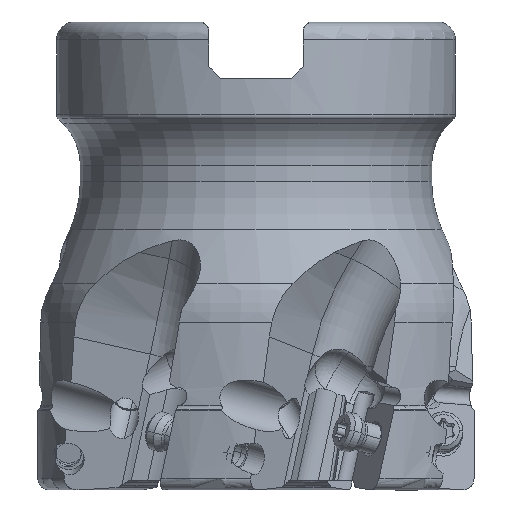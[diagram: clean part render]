
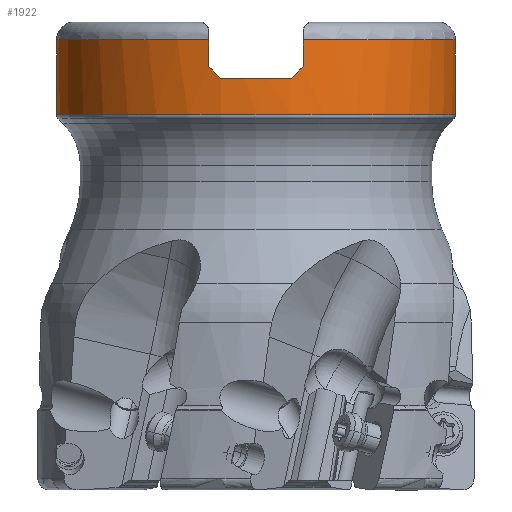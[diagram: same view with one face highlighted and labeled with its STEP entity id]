
A CAD part, front view. The second image highlights one B-rep face of the part: STEP entity #1922.
In plain terms, the highlighted cylindrical face has radius 16.77 mm (diameter 33.54 mm), a partial arc.
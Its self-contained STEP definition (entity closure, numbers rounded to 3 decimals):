
#365=CYLINDRICAL_SURFACE('',#11926,16.77);
#800=FACE_OUTER_BOUND('',#2785,.T.);
#1489=B_SPLINE_CURVE_WITH_KNOTS('',3,(#21265,#21266,#21267,#21268),
 .UNSPECIFIED.,.F.,.F.,(4,4),(0.,1.),.UNSPECIFIED.);
#1490=B_SPLINE_CURVE_WITH_KNOTS('',3,(#21272,#21273,#21274,#21275),
 .UNSPECIFIED.,.F.,.F.,(4,4),(0.,1.),.UNSPECIFIED.);
#1922=ADVANCED_FACE('',(#800),#365,.T.);
#2785=EDGE_LOOP('',(#5695,#5696,#5697,#5698,#5699,#5700,#5701,#5702,#5703,
#5704));
#3494=CIRCLE('',#11914,16.77);
#3499=CIRCLE('',#11923,16.77);
#3500=CIRCLE('',#11924,16.77);
#3501=CIRCLE('',#11925,16.77);
#5695=ORIENTED_EDGE('',*,*,#9419,.T.);
#5696=ORIENTED_EDGE('',*,*,#9420,.T.);
#5697=ORIENTED_EDGE('',*,*,#9421,.T.);
#5698=ORIENTED_EDGE('',*,*,#9422,.F.);
#5699=ORIENTED_EDGE('',*,*,#9423,.F.);
#5700=ORIENTED_EDGE('',*,*,#9424,.F.);
#5701=ORIENTED_EDGE('',*,*,#9393,.T.);
#5702=ORIENTED_EDGE('',*,*,#9425,.T.);
#5703=ORIENTED_EDGE('',*,*,#9391,.T.);
#5704=ORIENTED_EDGE('',*,*,#9403,.T.);
#7945=VERTEX_POINT('',#21156);
#7946=VERTEX_POINT('',#21157);
#7947=VERTEX_POINT('',#21159);
#7948=VERTEX_POINT('',#21161);
#7956=VERTEX_POINT('',#21203);
#7968=VERTEX_POINT('',#21262);
#7969=VERTEX_POINT('',#21269);
#7970=VERTEX_POINT('',#21271);
#7971=VERTEX_POINT('',#21276);
#7972=VERTEX_POINT('',#21278);
#9391=EDGE_CURVE('',#7945,#7946,#10321,.T.);
#9393=EDGE_CURVE('',#7948,#7947,#10322,.T.);
#9403=EDGE_CURVE('',#7946,#7956,#3494,.T.);
#9419=EDGE_CURVE('',#7956,#7968,#10332,.T.);
#9420=EDGE_CURVE('',#7968,#7969,#1489,.T.);
#9421=EDGE_CURVE('',#7969,#7970,#3499,.T.);
#9422=EDGE_CURVE('',#7971,#7970,#1490,.T.);
#9423=EDGE_CURVE('',#7972,#7971,#10333,.T.);
#9424=EDGE_CURVE('',#7948,#7972,#3500,.T.);
#9425=EDGE_CURVE('',#7947,#7945,#3501,.T.);
#10321=LINE('',#21155,#10814);
#10322=LINE('',#21160,#10815);
#10332=LINE('',#21263,#10825);
#10333=LINE('',#21277,#10826);
#10814=VECTOR('',#14222,1.);
#10815=VECTOR('',#14225,1.);
#10825=VECTOR('',#14259,1.);
#10826=VECTOR('',#14264,1.);
#11914=AXIS2_PLACEMENT_3D('',#21204,#14236,#14237);
#11923=AXIS2_PLACEMENT_3D('',#21270,#14262,#14263);
#11924=AXIS2_PLACEMENT_3D('',#21279,#14265,#14266);
#11925=AXIS2_PLACEMENT_3D('',#21280,#14267,#14268);
#11926=AXIS2_PLACEMENT_3D('',#21281,#14269,#14270);
#14222=DIRECTION('',(0.,0.,1.));
#14225=DIRECTION('',(0.,0.,-1.));
#14236=DIRECTION('',(0.,0.,-1.));
#14237=DIRECTION('',(1.,0.,0.));
#14259=DIRECTION('',(0.,0.,-1.));
#14262=DIRECTION('',(0.,0.,-1.));
#14263=DIRECTION('',(0.177,-0.984,0.));
#14264=DIRECTION('',(0.,0.,-1.));
#14265=DIRECTION('',(0.,0.,1.));
#14266=DIRECTION('',(-1.,0.,0.));
#14267=DIRECTION('',(0.,0.,1.));
#14268=DIRECTION('',(-1.,0.,0.));
#14269=DIRECTION('',(0.,0.,-1.));
#14270=DIRECTION('',(-1.,0.,0.));
#21155=CARTESIAN_POINT('',(16.77,0.,-7.793));
#21156=CARTESIAN_POINT('',(16.77,0.,-7.793));
#21157=CARTESIAN_POINT('',(16.77,0.,-1.5));
#21159=CARTESIAN_POINT('',(-16.77,0.,-7.793));
#21160=CARTESIAN_POINT('',(-16.77,0.,-1.5));
#21161=CARTESIAN_POINT('',(-16.77,0.,-1.5));
#21203=CARTESIAN_POINT('',(3.97,-16.293,-1.5));
#21204=CARTESIAN_POINT('',(0.,0.,-1.5));
#21262=CARTESIAN_POINT('',(3.97,-16.293,-3.76));
#21263=CARTESIAN_POINT('',(3.97,-16.293,-1.5));
#21265=CARTESIAN_POINT('',(3.97,-16.293,-3.76));
#21266=CARTESIAN_POINT('',(3.638,-16.374,-4.092));
#21267=CARTESIAN_POINT('',(3.304,-16.445,-4.426));
#21268=CARTESIAN_POINT('',(2.97,-16.505,-4.76));
#21269=CARTESIAN_POINT('',(2.97,-16.505,-4.76));
#21270=CARTESIAN_POINT('',(0.,0.,-4.76));
#21271=CARTESIAN_POINT('',(-2.97,-16.505,-4.76));
#21272=CARTESIAN_POINT('',(-3.97,-16.293,-3.76));
#21273=CARTESIAN_POINT('',(-3.638,-16.374,-4.092));
#21274=CARTESIAN_POINT('',(-3.304,-16.445,-4.426));
#21275=CARTESIAN_POINT('',(-2.97,-16.505,-4.76));
#21276=CARTESIAN_POINT('',(-3.97,-16.293,-3.76));
#21277=CARTESIAN_POINT('',(-3.97,-16.293,-1.5));
#21278=CARTESIAN_POINT('',(-3.97,-16.293,-1.5));
#21279=CARTESIAN_POINT('',(0.,0.,-1.5));
#21280=CARTESIAN_POINT('',(0.,0.,-7.793));
#21281=CARTESIAN_POINT('',(0.,0.,-1.374));
